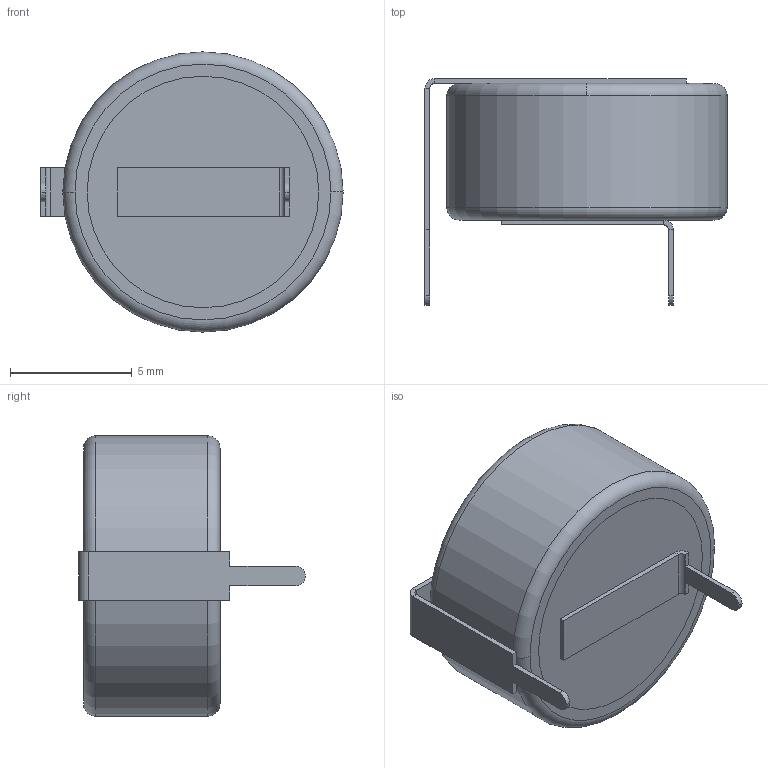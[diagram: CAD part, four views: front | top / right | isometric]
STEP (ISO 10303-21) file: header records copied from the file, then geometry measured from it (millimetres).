
FILE_DESCRIPTION (( 'STEP AP214' ), '1' );
FILE_NAME ('EDC334Z5R5H.STEP', '2024-11-18T03:08:38', ( 'LENOVO' ), ( '' ), 'SwSTEP 2.0', 'SolidWorks 2021', '' );
FILE_SCHEMA (( 'AUTOMOTIVE_DESIGN' ));
Length unit declared in the file: millimetre
Products named in the file (1): EDC334Z5R5H
Bounding box: 12.4 x 9.3 x 11.5 mm (x, y, z)
Volume: 588.3 mm3; surface area: 846.5 mm2
Topology: 4 solids, 4 shells, 50 faces, 108 edges, 66 vertices
Faces by surface type: plane 32, cylinder 14, torus 4
Entity records: 1411 total; most frequent: DIRECTION 248, CARTESIAN_POINT 225, ORIENTED_EDGE 216, EDGE_CURVE 108, AXIS2_PLACEMENT_3D 89, LINE 70, VECTOR 70, VERTEX_POINT 66
